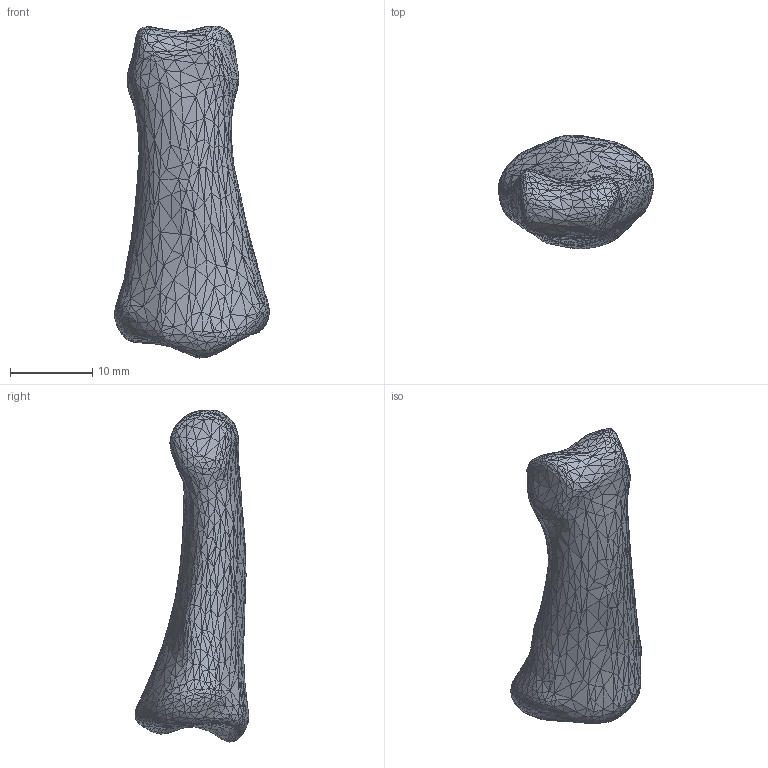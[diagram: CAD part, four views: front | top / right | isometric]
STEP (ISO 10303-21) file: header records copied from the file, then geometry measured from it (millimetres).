
FILE_DESCRIPTION(/* description */ (''),/* implementation_level */ '2;1');
FILE_NAME(/* name */ 'Majeur_MP.step',/* time_stamp */ '2023-04-15T09:34:33-04:00',/* author */ (''),/* organization */ (''),/* preprocessor_version */ 'ST-DEVELOPER v19.2',/* originating_system */ 'Autodesk Translation Framework v12.4.0.73',/* authorisation */ '');
FILE_SCHEMA (('AUTOMOTIVE_DESIGN { 1 0 10303 214 3 1 1 }'));
Length unit declared in the file: millimetre
Products named in the file (1): MiddleMP
Bounding box: 18.85 x 13.86 x 40.4 mm (x, y, z)
Volume: 3774.2 mm3; surface area: 1636.6 mm2
Topology: 1 solids, 1 shells, 2234 faces, 3351 edges, 1119 vertices
Faces by surface type: plane 2234
Entity records: 43615 total; most frequent: DIRECTION 7821, CARTESIAN_POINT 6705, ORIENTED_EDGE 6702, LINE 3351, VECTOR 3351, EDGE_CURVE 3351, AXIS2_PLACEMENT_3D 2235, FACE_OUTER_BOUND 2234
